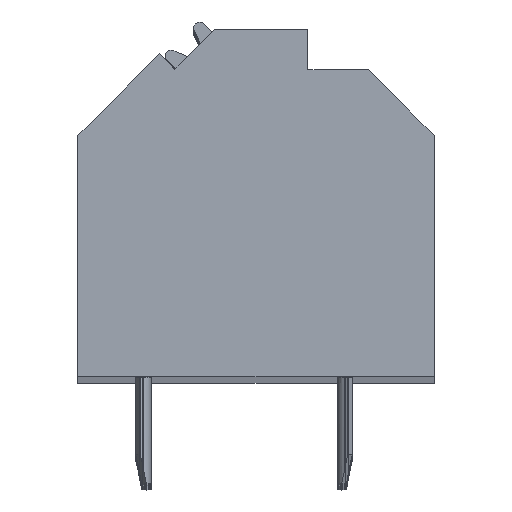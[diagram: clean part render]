
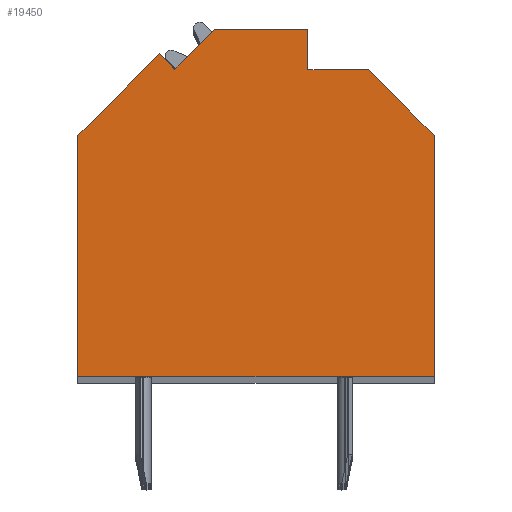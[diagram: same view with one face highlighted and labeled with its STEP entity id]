
A CAD part, top view. The second image highlights one B-rep face of the part: STEP entity #19450.
In plain terms, the highlighted planar face has unit normal (0, 0, 1).
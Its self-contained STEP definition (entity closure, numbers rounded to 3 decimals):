
#1259=DIRECTION('',(-0.707,-0.707,0.));
#1260=VECTOR('',#1259,1.897);
#1261=CARTESIAN_POINT('',(-1.39,5.718,120.245));
#1262=LINE('',#1261,#1260);
#1263=DIRECTION('',(-1.,0.,0.));
#1264=VECTOR('',#1263,3.14);
#1265=CARTESIAN_POINT('',(1.75,5.718,120.245));
#1266=LINE('',#1265,#1264);
#1267=DIRECTION('',(0.,1.,0.));
#1268=VECTOR('',#1267,1.368);
#1269=CARTESIAN_POINT('',(1.75,4.35,120.245));
#1270=LINE('',#1269,#1268);
#1271=DIRECTION('',(-1.,0.,0.));
#1272=VECTOR('',#1271,2.05);
#1273=CARTESIAN_POINT('',(3.8,4.35,120.245));
#1274=LINE('',#1273,#1272);
#1275=DIRECTION('',(-0.707,0.707,0.));
#1276=VECTOR('',#1275,3.111);
#1277=CARTESIAN_POINT('',(6.,2.15,120.245));
#1278=LINE('',#1277,#1276);
#1279=DIRECTION('',(0.,1.,0.));
#1280=VECTOR('',#1279,8.15);
#1281=CARTESIAN_POINT('',(6.,-6.,120.245));
#1282=LINE('',#1281,#1280);
#1283=DIRECTION('',(1.,0.,0.));
#1284=VECTOR('',#1283,12.);
#1285=CARTESIAN_POINT('',(-6.,-6.,120.245));
#1286=LINE('',#1285,#1284);
#1287=DIRECTION('',(0.,-1.,0.));
#1288=VECTOR('',#1287,8.14);
#1289=CARTESIAN_POINT('',(-6.,2.14,120.245));
#1290=LINE('',#1289,#1288);
#1291=DIRECTION('',(-0.707,-0.707,0.));
#1292=VECTOR('',#1291,3.892);
#1293=CARTESIAN_POINT('',(-3.248,4.892,120.245));
#1294=LINE('',#1293,#1292);
#1295=DIRECTION('',(-0.707,0.707,0.));
#1296=VECTOR('',#1295,0.73);
#1297=CARTESIAN_POINT('',(-2.732,4.376,120.245));
#1298=LINE('',#1297,#1296);
#14045=CARTESIAN_POINT('',(-1.39,5.718,120.245));
#14046=CARTESIAN_POINT('',(-2.732,4.376,120.245));
#14047=VERTEX_POINT('',#14045);
#14048=VERTEX_POINT('',#14046);
#14049=CARTESIAN_POINT('',(-3.248,4.892,120.245));
#14050=VERTEX_POINT('',#14049);
#14051=CARTESIAN_POINT('',(-6.,2.14,120.245));
#14052=VERTEX_POINT('',#14051);
#14053=CARTESIAN_POINT('',(-6.,-6.,120.245));
#14054=VERTEX_POINT('',#14053);
#14055=CARTESIAN_POINT('',(6.,-6.,120.245));
#14056=VERTEX_POINT('',#14055);
#14057=CARTESIAN_POINT('',(6.,2.15,120.245));
#14058=VERTEX_POINT('',#14057);
#14059=CARTESIAN_POINT('',(3.8,4.35,120.245));
#14060=VERTEX_POINT('',#14059);
#14061=CARTESIAN_POINT('',(1.75,4.35,120.245));
#14062=VERTEX_POINT('',#14061);
#14063=CARTESIAN_POINT('',(1.75,5.718,120.245));
#14064=VERTEX_POINT('',#14063);
#19426=CARTESIAN_POINT('',(0.,0.,120.245));
#19427=DIRECTION('',(0.,0.,1.));
#19428=DIRECTION('',(1.,0.,0.));
#19429=AXIS2_PLACEMENT_3D('',#19426,#19427,#19428);
#19430=PLANE('',#19429);
#19432=ORIENTED_EDGE('',*,*,#19431,.F.);
#19434=ORIENTED_EDGE('',*,*,#19433,.F.);
#19436=ORIENTED_EDGE('',*,*,#19435,.F.);
#19438=ORIENTED_EDGE('',*,*,#19437,.F.);
#19440=ORIENTED_EDGE('',*,*,#19439,.F.);
#19442=ORIENTED_EDGE('',*,*,#19441,.F.);
#19444=ORIENTED_EDGE('',*,*,#19443,.F.);
#19445=ORIENTED_EDGE('',*,*,#18715,.F.);
#19446=ORIENTED_EDGE('',*,*,#19099,.F.);
#19447=ORIENTED_EDGE('',*,*,#18669,.F.);
#19448=EDGE_LOOP('',(#19432,#19434,#19436,#19438,#19440,#19442,#19444,#19445,
#19446,#19447));
#19449=FACE_OUTER_BOUND('',#19448,.F.);
#18669=EDGE_CURVE('',#14048,#14050,#1298,.T.);
#18715=EDGE_CURVE('',#14052,#14054,#1290,.T.);
#19099=EDGE_CURVE('',#14050,#14052,#1294,.T.);
#19431=EDGE_CURVE('',#14047,#14048,#1262,.T.);
#19433=EDGE_CURVE('',#14064,#14047,#1266,.T.);
#19435=EDGE_CURVE('',#14062,#14064,#1270,.T.);
#19437=EDGE_CURVE('',#14060,#14062,#1274,.T.);
#19439=EDGE_CURVE('',#14058,#14060,#1278,.T.);
#19441=EDGE_CURVE('',#14056,#14058,#1282,.T.);
#19443=EDGE_CURVE('',#14054,#14056,#1286,.T.);
#19450=ADVANCED_FACE('',(#19449),#19430,.T.);
